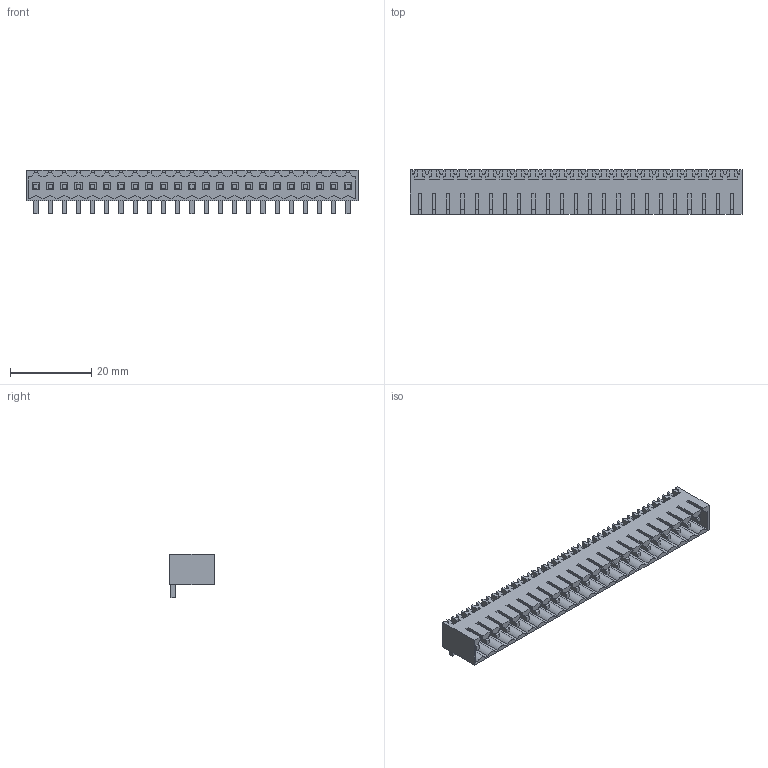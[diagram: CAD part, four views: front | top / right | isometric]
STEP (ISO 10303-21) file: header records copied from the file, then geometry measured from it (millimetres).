
FILE_DESCRIPTION(('CATIA V5 STEP Exchange','CAx-IF Rec.Pracs.--- Model Styling and Organization---1.2---2011-12-15'),'2;1');
FILE_NAME ('D1453615_0_1619440000_1619440000.stp','2018-03-06T11:48:00+00:00',('none'),('Weidmueller'),'CATIA Version 5-6 Release 2014','CATIA V5 STEP AP214','none');
FILE_SCHEMA(('AUTOMOTIVE_DESIGN { 1 0 10303 214 1 1 1 1 }'));
Length unit declared in the file: millimetre
Products named in the file (1): 1619440000
Bounding box: 81.9 x 11.05 x 10.65 mm (x, y, z)
Volume: 2940.7 mm3; surface area: 8020.6 mm2
Topology: 24 solids, 24 shells, 1302 faces, 4002 edges, 2748 vertices
Faces by surface type: plane 1209, cylinder 93
Entity records: 40784 total; most frequent: ORIENTED_EDGE 8004, CARTESIAN_POINT 7385, DIRECTION 5270, EDGE_CURVE 4002, VECTOR 3772, LINE 3772, VERTEX_POINT 2748, EDGE_LOOP 1348
